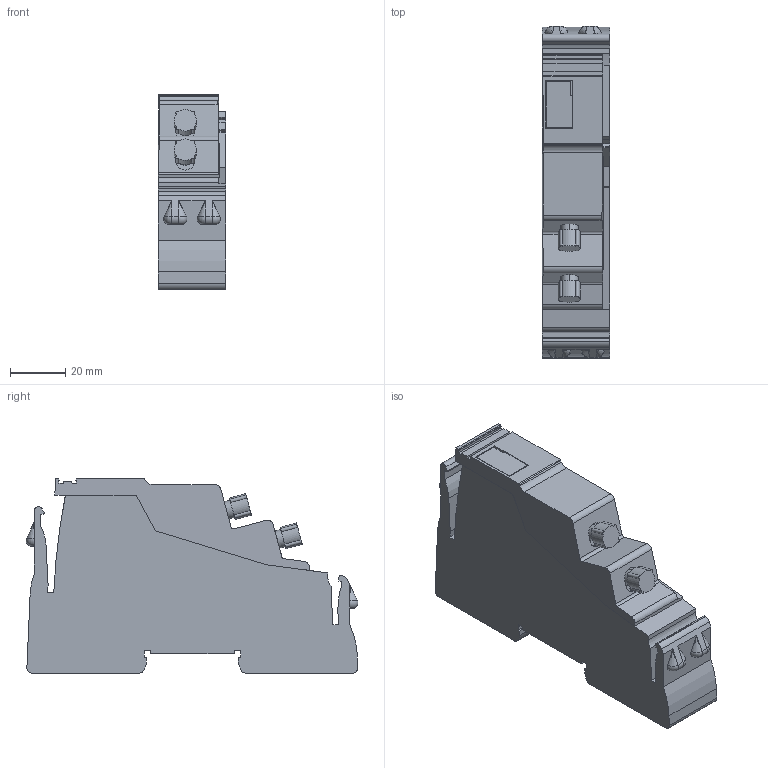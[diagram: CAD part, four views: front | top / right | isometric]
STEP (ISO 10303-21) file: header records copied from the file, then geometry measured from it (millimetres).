
FILE_DESCRIPTION(('Creo Elements/Direct Modeling STEP Export'),'2;1');
FILE_NAME('model.stp','2019-06-19T 4:19:42',(''),(''),'Creo Elements/Direct Modeling STEP processor for AP214 (Solid Model)','Creo Elements/Direct Modeling 20.1A 29-Sep-2018 (C) Parametric Technology GmbH','');
FILE_SCHEMA(('AUTOMOTIVE_DESIGN { 1 0 10303 214 1 1 1 1 }'));
Length unit declared in the file: millimetre
Products named in the file (3): IBS_IL_GEH_24_RB_LK-select; L_L_LWL_GY_HKS_91K_AUSSEN-select; IBS_IL_24_RB_LK_...-select
Assembly tree (2 placements, depth 2):
  IBS_IL_24_RB_LK_...-select
    L_L_LWL_GY_HKS_91K_AUSSEN-select
    IBS_IL_GEH_24_RB_LK-select
Bounding box: 24.3 x 120.1 x 70.43 mm (x, y, z)
Volume: 153338.4 mm3; surface area: 26450 mm2
Topology: 2 solids, 2 shells, 181 faces, 503 edges, 327 vertices
Faces by surface type: plane 110, cylinder 55, torus 8, cone 8
Entity records: 6817 total; most frequent: CARTESIAN_POINT 998, ORIENTED_EDGE 990, DIRECTION 984, EDGE_CURVE 495, VECTOR 358, LINE 358, VERTEX_POINT 327, AXIS2_PLACEMENT_3D 313
